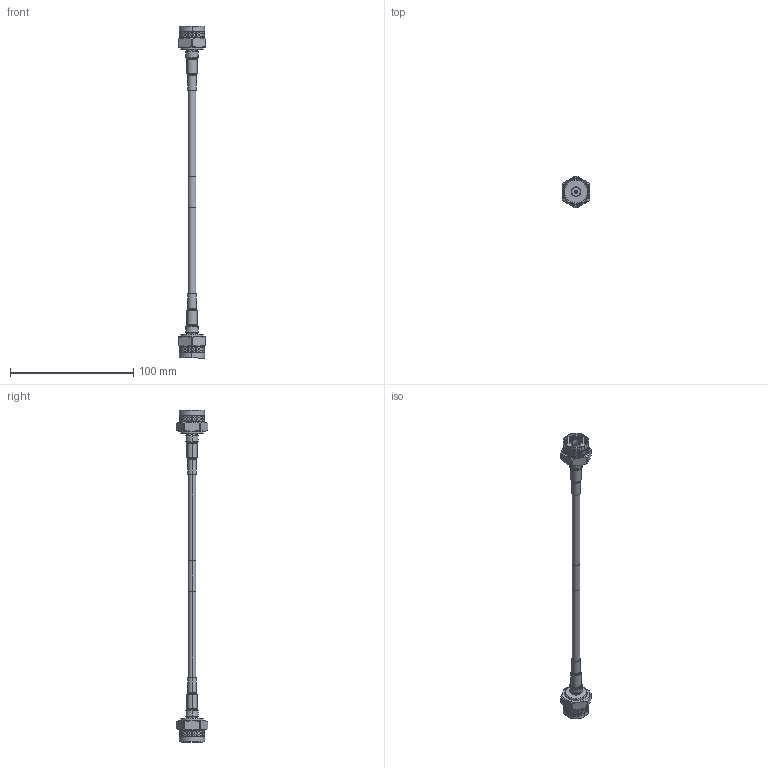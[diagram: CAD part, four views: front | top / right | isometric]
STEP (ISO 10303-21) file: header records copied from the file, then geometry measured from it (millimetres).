
FILE_DESCRIPTION (( 'STEP AP214' ), '1' );
FILE_NAME ('FMC00777_3D.step', '2023-02-10T19:24:56', ( '' ), ( '' ), 'SwSTEP 2.0', 'SolidWorks 2022', '' );
FILE_SCHEMA (( 'AUTOMOTIVE_DESIGN' ));
Length unit declared in the file: inch
Products named in the file (5): Copy of TC-240-NMH-X^FMC00777_默认; Copy (2) of TC-240-NMH-X^FMC00777_默认; FMC00777_3D; Part4^FMC00777; Copy of LMR-240-DB^FMC00777_WITH LABEL
Assembly tree (4 placements, depth 2):
  FMC00777_3D
    Copy of TC-240-NMH-X^FMC00777_默认
    Copy (2) of TC-240-NMH-X^FMC00777_默认
    Copy of LMR-240-DB^FMC00777_WITH LABEL
    Part4^FMC00777
Bounding box: 22.61 x 25.34 x 269.11 mm (x, y, z)
Volume: 17285.7 mm3; surface area: 16525.8 mm2
Topology: 7 solids, 7 shells, 4350 faces, 9598 edges, 5286 vertices
Faces by surface type: bspline 3040, cylinder 1008, cone 192, plane 94, torus 16
Entity records: 155413 total; most frequent: CARTESIAN_POINT 95321, ORIENTED_EDGE 19196, EDGE_CURVE 9598, VERTEX_POINT 5286, DIRECTION 4978, EDGE_LOOP 4382, FACE_OUTER_BOUND 4350, ADVANCED_FACE 4350
